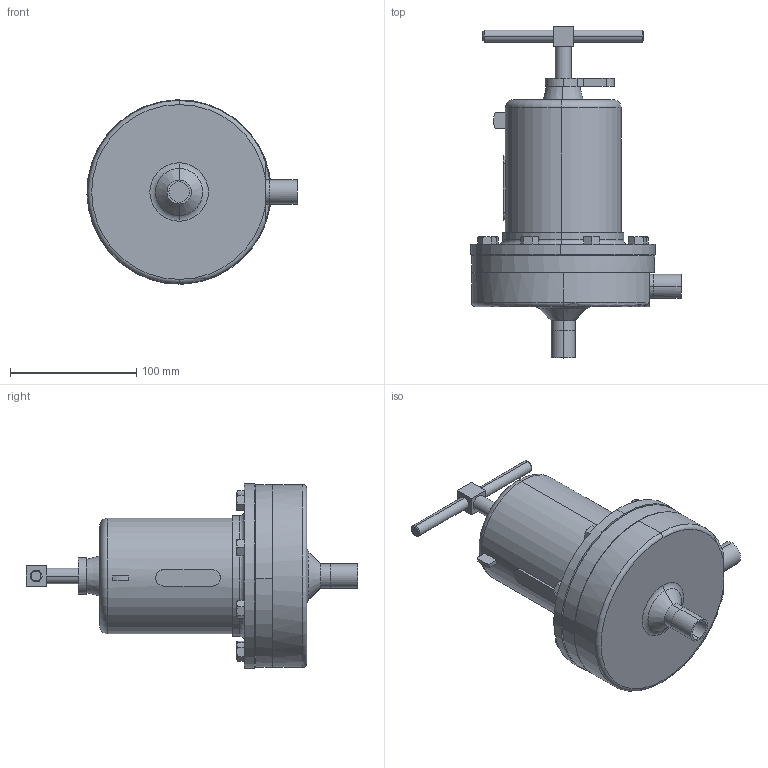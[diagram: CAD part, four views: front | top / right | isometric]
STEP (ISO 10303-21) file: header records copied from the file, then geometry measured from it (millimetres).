
FILE_DESCRIPTION (( 'STEP AP203' ), '1' );
FILE_NAME ('96DT-15.STEP', '2017-06-07T10:34:31', ( '' ), ( '' ), 'SwSTEP 2.0', 'SolidWorks 2014', '' );
FILE_SCHEMA (( 'CONFIG_CONTROL_DESIGN' ));
Length unit declared in the file: inch
Products named in the file (2): 96DT-15
Bounding box: 166.34 x 262.84 x 145.98 mm (x, y, z)
Volume: 1619962.5 mm3; surface area: 115804.9 mm2
Topology: 1 solids, 1 shells, 218 faces, 507 edges, 315 vertices
Faces by surface type: plane 92, cone 60, cylinder 57, torus 9
Entity records: 6861 total; most frequent: CARTESIAN_POINT 1750, DIRECTION 1036, ORIENTED_EDGE 1014, EDGE_CURVE 507, AXIS2_PLACEMENT_3D 413, VERTEX_POINT 315, EDGE_LOOP 258, FACE_OUTER_BOUND 218
